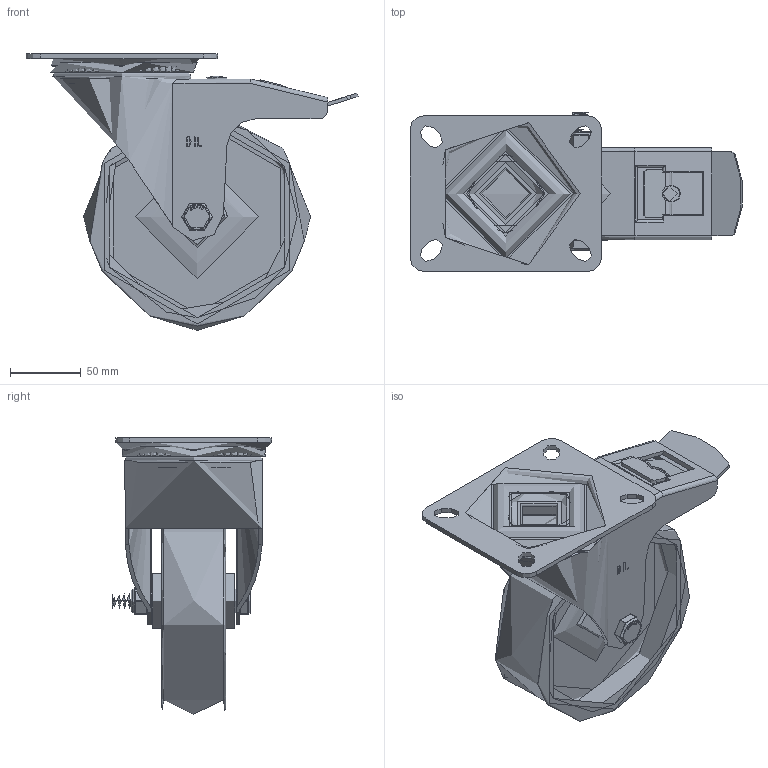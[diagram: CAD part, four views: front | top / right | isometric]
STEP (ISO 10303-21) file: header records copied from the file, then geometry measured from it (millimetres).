
FILE_DESCRIPTION(/* description */ (''),/* implementation_level */ '2;1');
FILE_NAME(/* name */ 'SSMM160NYSWB.step',/* time_stamp */ '2025-05-30T09:09:24+01:00',/* author */ (''),/* organization */ (''),/* preprocessor_version */ 'ST-DEVELOPER v20.1',/* originating_system */ 'Autodesk Translation Framework v14.10.0.0',/* authorisation */ '');
FILE_SCHEMA (('AUTOMOTIVE_DESIGN { 1 0 10303 214 3 1 1 }'));
Length unit declared in the file: millimetre
Products named in the file (24): SSMM160NYSWB; SSMM150ASSWB v1; ZINC PLATED, PRESSED STEEL TOP PLATE; ZINC PLATED, PRESSED STEEL TOP PLATE Geometry; BALL BEARINGS; Component1; ZINC PLATED, PRESSED STEEL FORKS; BEARING SEAL; ZINC PLATED, PRESSED STEEL BRAKE PEDAL; BRAKE PAD; BRAKE PAD Geometry; BOLT; NUT; BRAKE BOLT; BZH160WNY v1; NYLON WHEEL; TUBEM20X60SS v1; STAINLESS STEEL TUBE; BOLTM12X90A2 v2; STAINLESS STEEL BOLT; NM12NYA2THIN v1; NYLOC STAINLESS STEEL NUT; NUT (1); RUBBER
Assembly tree (62 placements, depth 5):
  SSMM160NYSWB
    SSMM150ASSWB v1
      ZINC PLATED, PRESSED STEEL TOP PLATE
        ZINC PLATED, PRESSED STEEL TOP PLATE Geometry
        BALL BEARINGS
          Component1  x40
      ZINC PLATED, PRESSED STEEL FORKS
      BEARING SEAL
      ZINC PLATED, PRESSED STEEL BRAKE PEDAL
      BRAKE PAD
        BRAKE PAD Geometry
        BOLT
        NUT
        BRAKE BOLT
    BZH160WNY v1
      NYLON WHEEL
    TUBEM20X60SS v1
      STAINLESS STEEL TUBE
    BOLTM12X90A2 v2
      STAINLESS STEEL BOLT
    NM12NYA2THIN v1
      NYLOC STAINLESS STEEL NUT
        NUT (1)
        RUBBER
Bounding box: 233.89 x 112.54 x 195 mm (x, y, z)
Volume: 569895.7 mm3; surface area: 237335.9 mm2
Topology: 56 solids, 56 shells, 591 faces, 1502 edges, 958 vertices
Faces by surface type: plane 246, cylinder 172, bspline 68, sphere 65, torus 27, cone 13
Full cylindrical faces by diameter (mm): 8 x4, 9.836 x18, 11 x2, 11.834 x18, 12 x3, 12.2 x2, 12.5 x1, 14 x3, 17.75 x1, 18.5 x1, 19.9 x1, 20.5 x1, 33.75 x1, 39 x2, 39.75 x2, 50 x1, 78 x1, 92 x1, 97 x1, 140 x2
Entity records: 27533 total; most frequent: CARTESIAN_POINT 13758, ORIENTED_EDGE 2752, DIRECTION 2657, EDGE_CURVE 1376, AXIS2_PLACEMENT_3D 980, VERTEX_POINT 880, LINE 697, VECTOR 697
